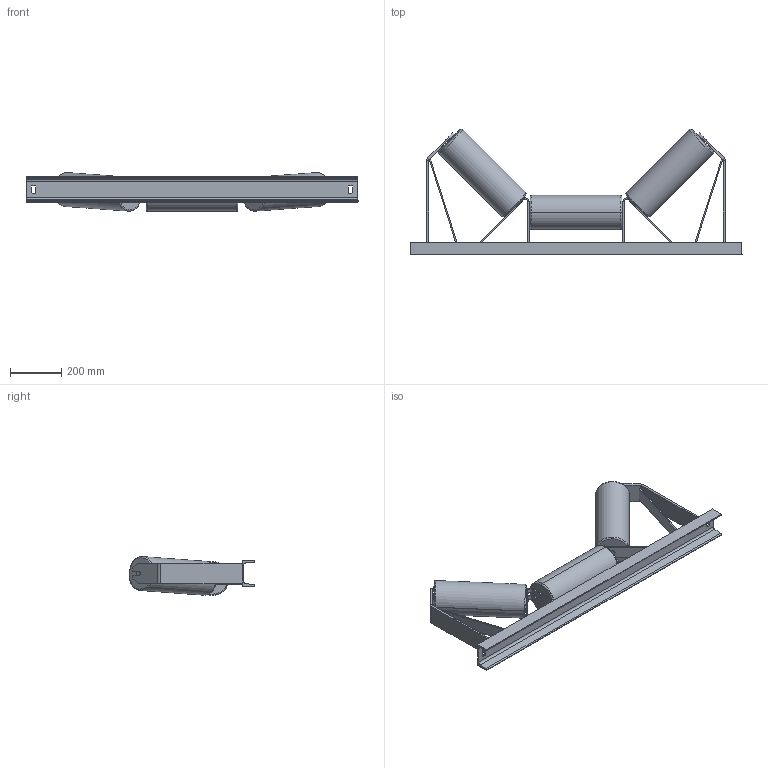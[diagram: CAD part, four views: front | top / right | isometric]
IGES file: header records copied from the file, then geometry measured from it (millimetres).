
Start section: SolidWorks IGES file using analytic representation for surfaces
Global section: file name: Support SRLM 53300 E167 UPN100 B1000 45° axe Ø20 Rouleau Ø133 avec pincement.igs; native system: SolidWorks 2019; preprocessor: SolidWorks 2019; author: guillaume; date: 211021.143625; units: millimetre
Bounding box: 1300 x 492.68 x 151.99 mm (x, y, z)
Volume: 2669574.2 mm3; surface area: 1902694 mm2
Topology: 7 solids, 13 shells, 298 faces, 733 edges, 474 vertices
Faces by surface type: plane 205, revolution 76, bspline 17
